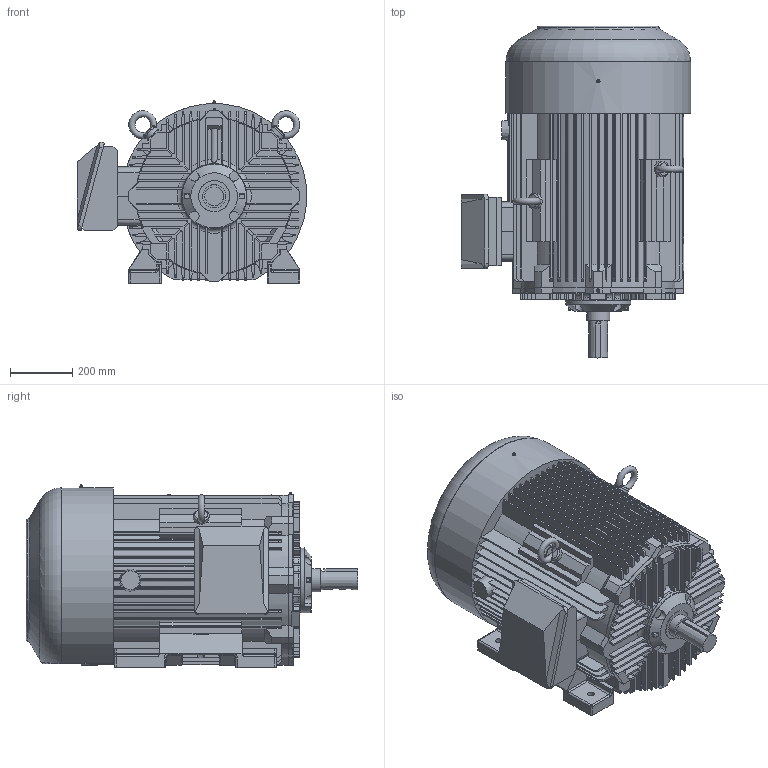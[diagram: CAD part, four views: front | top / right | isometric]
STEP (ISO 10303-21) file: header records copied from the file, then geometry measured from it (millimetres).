
FILE_DESCRIPTION( ( 'Unknown' ), '1' );
FILE_NAME( 'SIE440_TS.stp', 'Unknown', ( 'Unknown' ), ( 'Unknown' ), 'XStep 1.0', 'Unknown', ' ' );
FILE_SCHEMA( ( 'CONFIG_CONTROL_DESIGN' ) );
Length unit declared in the file: millimetre
Products named in the file (1): 1
Bounding box: 737.19 x 1066.75 x 585.9 mm (x, y, z)
Volume: 211880045.4 mm3; surface area: 4641266 mm2
Topology: 1 solids, 2 shells, 1375 faces, 3792 edges, 2394 vertices
Faces by surface type: plane 741, cylinder 368, torus 82, bspline 81, cone 63, sphere 40
Full cylindrical faces by diameter (mm): 1.6 x2, 5 x5, 21 x6, 50 x2, 74.5 x1, 100 x1, 208 x1, 210 x1
Entity records: 61955 total; most frequent: CARTESIAN_POINT 27781, ORIENTED_EDGE 7384, DIRECTION 6891, EDGE_CURVE 3692, VERTEX_POINT 2374, AXIS2_PLACEMENT_3D 2367, LINE 2157, VECTOR 2157
